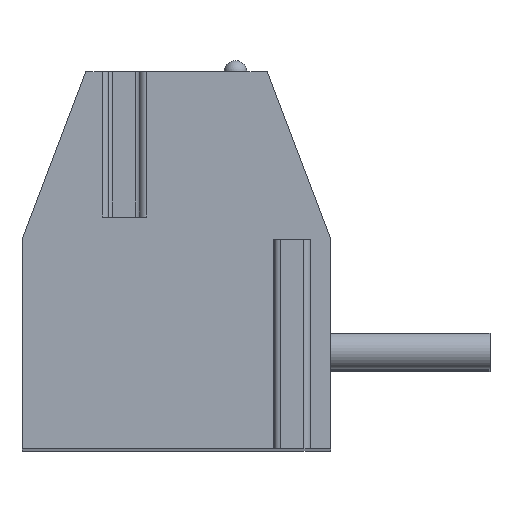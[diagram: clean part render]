
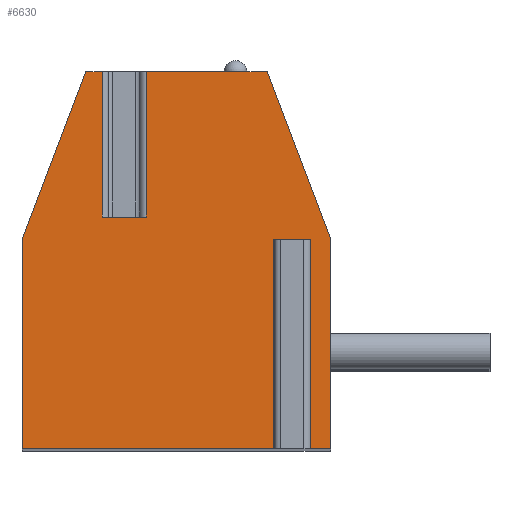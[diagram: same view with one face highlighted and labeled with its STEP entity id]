
A CAD part, top view. The second image highlights one B-rep face of the part: STEP entity #6630.
In plain terms, the highlighted planar face has unit normal (0, 0, 1).
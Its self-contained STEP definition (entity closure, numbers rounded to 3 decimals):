
#13=DIRECTION('',(0.,1.,0.));
#14=VECTOR('',#13,3.2);
#15=CARTESIAN_POINT('',(-1.636,1.,32.385));
#16=LINE('',#15,#14);
#17=DIRECTION('',(1.,0.,0.));
#18=VECTOR('',#17,0.972);
#19=CARTESIAN_POINT('',(-1.636,1.,32.385));
#20=LINE('',#19,#18);
#21=DIRECTION('',(0.,1.,0.));
#22=VECTOR('',#21,3.2);
#23=CARTESIAN_POINT('',(-0.664,1.,32.385));
#24=LINE('',#23,#22);
#25=DIRECTION('',(-1.,0.,0.));
#26=VECTOR('',#25,2.659);
#27=CARTESIAN_POINT('',(1.995,4.2,32.385));
#28=LINE('',#27,#26);
#29=DIRECTION('',(-0.355,0.935,0.));
#30=VECTOR('',#29,3.958);
#31=CARTESIAN_POINT('',(3.4,0.5,32.385));
#32=LINE('',#31,#30);
#33=DIRECTION('',(0.,1.,0.));
#34=VECTOR('',#33,4.6);
#35=CARTESIAN_POINT('',(3.4,-4.1,32.385));
#36=LINE('',#35,#34);
#37=DIRECTION('',(1.,0.,0.));
#38=VECTOR('',#37,0.625);
#39=CARTESIAN_POINT('',(2.775,-4.1,32.385));
#40=LINE('',#39,#38);
#41=DIRECTION('',(0.,1.,0.));
#42=VECTOR('',#41,4.6);
#43=CARTESIAN_POINT('',(2.775,-4.1,32.385));
#44=LINE('',#43,#42);
#45=DIRECTION('',(-1.,0.,0.));
#46=VECTOR('',#45,0.45);
#47=CARTESIAN_POINT('',(2.775,0.5,32.385));
#48=LINE('',#47,#46);
#49=DIRECTION('',(0.,1.,0.));
#50=VECTOR('',#49,4.6);
#51=CARTESIAN_POINT('',(2.325,-4.1,32.385));
#52=LINE('',#51,#50);
#53=DIRECTION('',(1.,0.,0.));
#54=VECTOR('',#53,5.725);
#55=CARTESIAN_POINT('',(-3.4,-4.1,32.385));
#56=LINE('',#55,#54);
#57=DIRECTION('',(0.,-1.,0.));
#58=VECTOR('',#57,4.6);
#59=CARTESIAN_POINT('',(-3.4,0.5,32.385));
#60=LINE('',#59,#58);
#61=DIRECTION('',(-0.355,-0.935,0.));
#62=VECTOR('',#61,3.958);
#63=CARTESIAN_POINT('',(-1.995,4.2,32.385));
#64=LINE('',#63,#62);
#65=DIRECTION('',(-1.,0.,0.));
#66=VECTOR('',#65,0.359);
#67=CARTESIAN_POINT('',(-1.636,4.2,32.385));
#68=LINE('',#67,#66);
#5209=CARTESIAN_POINT('',(-1.995,4.2,32.385));
#5210=CARTESIAN_POINT('',(-3.4,0.5,32.385));
#5211=VERTEX_POINT('',#5209);
#5212=VERTEX_POINT('',#5210);
#5213=CARTESIAN_POINT('',(-3.4,-4.1,32.385));
#5214=VERTEX_POINT('',#5213);
#5215=CARTESIAN_POINT('',(3.4,-4.1,32.385));
#5216=CARTESIAN_POINT('',(3.4,0.5,32.385));
#5217=VERTEX_POINT('',#5215);
#5218=VERTEX_POINT('',#5216);
#5219=CARTESIAN_POINT('',(1.995,4.2,32.385));
#5220=VERTEX_POINT('',#5219);
#5257=CARTESIAN_POINT('',(2.775,0.5,32.385));
#5258=CARTESIAN_POINT('',(2.325,0.5,32.385));
#5259=VERTEX_POINT('',#5257);
#5260=VERTEX_POINT('',#5258);
#5261=CARTESIAN_POINT('',(2.325,-4.1,32.385));
#5262=VERTEX_POINT('',#5261);
#5263=CARTESIAN_POINT('',(2.775,-4.1,32.385));
#5264=VERTEX_POINT('',#5263);
#5325=CARTESIAN_POINT('',(-1.636,1.,32.385));
#5326=CARTESIAN_POINT('',(-1.636,4.2,32.385));
#5327=VERTEX_POINT('',#5325);
#5328=VERTEX_POINT('',#5326);
#5329=CARTESIAN_POINT('',(-0.664,1.,32.385));
#5330=CARTESIAN_POINT('',(-0.664,4.2,32.385));
#5331=VERTEX_POINT('',#5329);
#5332=VERTEX_POINT('',#5330);
#6595=CARTESIAN_POINT('',(0.,0.,32.385));
#6596=DIRECTION('',(0.,0.,1.));
#6597=DIRECTION('',(1.,0.,0.));
#6598=AXIS2_PLACEMENT_3D('',#6595,#6596,#6597);
#6599=PLANE('',#6598);
#6601=ORIENTED_EDGE('',*,*,#6600,.F.);
#6603=ORIENTED_EDGE('',*,*,#6602,.T.);
#6605=ORIENTED_EDGE('',*,*,#6604,.T.);
#6607=ORIENTED_EDGE('',*,*,#6606,.F.);
#6609=ORIENTED_EDGE('',*,*,#6608,.F.);
#6611=ORIENTED_EDGE('',*,*,#6610,.F.);
#6613=ORIENTED_EDGE('',*,*,#6612,.F.);
#6615=ORIENTED_EDGE('',*,*,#6614,.T.);
#6617=ORIENTED_EDGE('',*,*,#6616,.T.);
#6619=ORIENTED_EDGE('',*,*,#6618,.F.);
#6621=ORIENTED_EDGE('',*,*,#6620,.F.);
#6623=ORIENTED_EDGE('',*,*,#6622,.F.);
#6625=ORIENTED_EDGE('',*,*,#6624,.F.);
#6627=ORIENTED_EDGE('',*,*,#6626,.F.);
#6628=EDGE_LOOP('',(#6601,#6603,#6605,#6607,#6609,#6611,#6613,#6615,#6617,#6619,
#6621,#6623,#6625,#6627));
#6629=FACE_OUTER_BOUND('',#6628,.F.);
#6600=EDGE_CURVE('',#5327,#5328,#16,.T.);
#6602=EDGE_CURVE('',#5327,#5331,#20,.T.);
#6604=EDGE_CURVE('',#5331,#5332,#24,.T.);
#6606=EDGE_CURVE('',#5220,#5332,#28,.T.);
#6608=EDGE_CURVE('',#5218,#5220,#32,.T.);
#6610=EDGE_CURVE('',#5217,#5218,#36,.T.);
#6612=EDGE_CURVE('',#5264,#5217,#40,.T.);
#6614=EDGE_CURVE('',#5264,#5259,#44,.T.);
#6616=EDGE_CURVE('',#5259,#5260,#48,.T.);
#6618=EDGE_CURVE('',#5262,#5260,#52,.T.);
#6620=EDGE_CURVE('',#5214,#5262,#56,.T.);
#6622=EDGE_CURVE('',#5212,#5214,#60,.T.);
#6624=EDGE_CURVE('',#5211,#5212,#64,.T.);
#6626=EDGE_CURVE('',#5328,#5211,#68,.T.);
#6630=ADVANCED_FACE('',(#6629),#6599,.T.);
